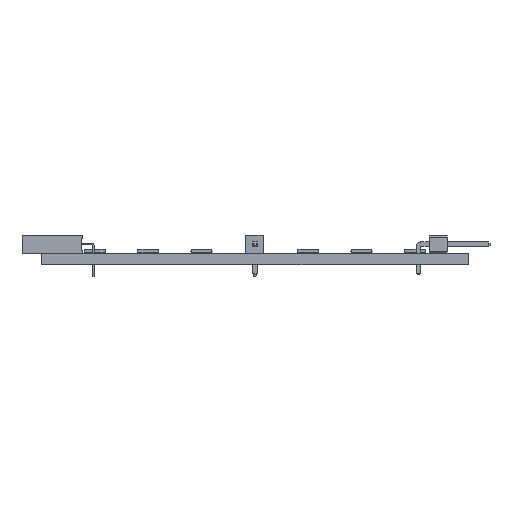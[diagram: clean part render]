
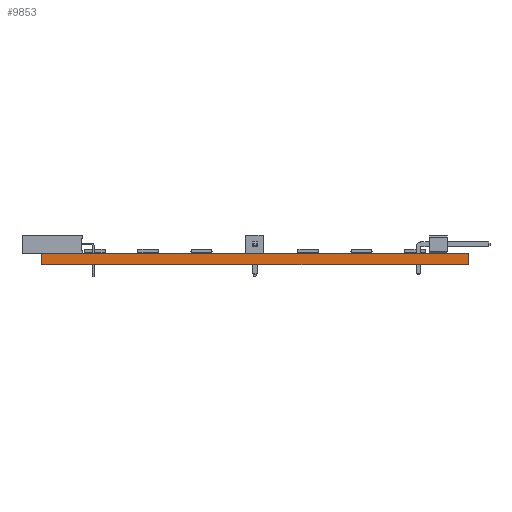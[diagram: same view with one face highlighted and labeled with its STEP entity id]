
A CAD part, front view. The second image highlights one B-rep face of the part: STEP entity #9853.
In plain terms, the highlighted planar face has unit normal (0, -1, 0).
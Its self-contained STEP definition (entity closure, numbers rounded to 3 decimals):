
#9853 = ADVANCED_FACE('',(#9854),#9868,.T.);
#9854 = FACE_BOUND('',#9855,.T.);
#9855 = EDGE_LOOP('',(#9856,#9891,#9919,#9947));
#9856 = ORIENTED_EDGE('',*,*,#9857,.T.);
#9857 = EDGE_CURVE('',#9858,#9860,#9862,.T.);
#9858 = VERTEX_POINT('',#9859);
#9859 = CARTESIAN_POINT('',(85.,-85.,0.));
#9860 = VERTEX_POINT('',#9861);
#9861 = CARTESIAN_POINT('',(85.,-85.,1.58));
#9862 = SURFACE_CURVE('',#9863,(#9867,#9879),.PCURVE_S1.);
#9863 = LINE('',#9864,#9865);
#9864 = CARTESIAN_POINT('',(85.,-85.,0.));
#9865 = VECTOR('',#9866,1.);
#9866 = DIRECTION('',(0.,0.,1.));
#9867 = PCURVE('',#9868,#9873);
#9868 = PLANE('',#9869);
#9869 = AXIS2_PLACEMENT_3D('',#9870,#9871,#9872);
#9870 = CARTESIAN_POINT('',(85.,-85.,0.));
#9871 = DIRECTION('',(0.,-1.,0.));
#9872 = DIRECTION('',(-1.,0.,0.));
#9873 = DEFINITIONAL_REPRESENTATION('',(#9874),#9878);
#9874 = LINE('',#9875,#9876);
#9875 = CARTESIAN_POINT('',(0.,-0.));
#9876 = VECTOR('',#9877,1.);
#9877 = DIRECTION('',(0.,-1.));
#9878 = ( GEOMETRIC_REPRESENTATION_CONTEXT(2) 
PARAMETRIC_REPRESENTATION_CONTEXT() REPRESENTATION_CONTEXT('2D SPACE',''
  ) );
#9879 = PCURVE('',#9880,#9885);
#9880 = PLANE('',#9881);
#9881 = AXIS2_PLACEMENT_3D('',#9882,#9883,#9884);
#9882 = CARTESIAN_POINT('',(85.,-25.,0.));
#9883 = DIRECTION('',(1.,0.,-0.));
#9884 = DIRECTION('',(0.,-1.,0.));
#9885 = DEFINITIONAL_REPRESENTATION('',(#9886),#9890);
#9886 = LINE('',#9887,#9888);
#9887 = CARTESIAN_POINT('',(60.,0.));
#9888 = VECTOR('',#9889,1.);
#9889 = DIRECTION('',(0.,-1.));
#9890 = ( GEOMETRIC_REPRESENTATION_CONTEXT(2) 
PARAMETRIC_REPRESENTATION_CONTEXT() REPRESENTATION_CONTEXT('2D SPACE',''
  ) );
#9891 = ORIENTED_EDGE('',*,*,#9892,.T.);
#9892 = EDGE_CURVE('',#9860,#9893,#9895,.T.);
#9893 = VERTEX_POINT('',#9894);
#9894 = CARTESIAN_POINT('',(25.,-85.,1.58));
#9895 = SURFACE_CURVE('',#9896,(#9900,#9907),.PCURVE_S1.);
#9896 = LINE('',#9897,#9898);
#9897 = CARTESIAN_POINT('',(85.,-85.,1.58));
#9898 = VECTOR('',#9899,1.);
#9899 = DIRECTION('',(-1.,0.,0.));
#9900 = PCURVE('',#9868,#9901);
#9901 = DEFINITIONAL_REPRESENTATION('',(#9902),#9906);
#9902 = LINE('',#9903,#9904);
#9903 = CARTESIAN_POINT('',(0.,-1.58));
#9904 = VECTOR('',#9905,1.);
#9905 = DIRECTION('',(1.,0.));
#9906 = ( GEOMETRIC_REPRESENTATION_CONTEXT(2) 
PARAMETRIC_REPRESENTATION_CONTEXT() REPRESENTATION_CONTEXT('2D SPACE',''
  ) );
#9907 = PCURVE('',#9908,#9913);
#9908 = PLANE('',#9909);
#9909 = AXIS2_PLACEMENT_3D('',#9910,#9911,#9912);
#9910 = CARTESIAN_POINT('',(55.,-55.,1.58));
#9911 = DIRECTION('',(-0.,-0.,-1.));
#9912 = DIRECTION('',(-1.,0.,0.));
#9913 = DEFINITIONAL_REPRESENTATION('',(#9914),#9918);
#9914 = LINE('',#9915,#9916);
#9915 = CARTESIAN_POINT('',(-30.,-30.));
#9916 = VECTOR('',#9917,1.);
#9917 = DIRECTION('',(1.,0.));
#9918 = ( GEOMETRIC_REPRESENTATION_CONTEXT(2) 
PARAMETRIC_REPRESENTATION_CONTEXT() REPRESENTATION_CONTEXT('2D SPACE',''
  ) );
#9919 = ORIENTED_EDGE('',*,*,#9920,.F.);
#9920 = EDGE_CURVE('',#9921,#9893,#9923,.T.);
#9921 = VERTEX_POINT('',#9922);
#9922 = CARTESIAN_POINT('',(25.,-85.,0.));
#9923 = SURFACE_CURVE('',#9924,(#9928,#9935),.PCURVE_S1.);
#9924 = LINE('',#9925,#9926);
#9925 = CARTESIAN_POINT('',(25.,-85.,0.));
#9926 = VECTOR('',#9927,1.);
#9927 = DIRECTION('',(0.,0.,1.));
#9928 = PCURVE('',#9868,#9929);
#9929 = DEFINITIONAL_REPRESENTATION('',(#9930),#9934);
#9930 = LINE('',#9931,#9932);
#9931 = CARTESIAN_POINT('',(60.,0.));
#9932 = VECTOR('',#9933,1.);
#9933 = DIRECTION('',(0.,-1.));
#9934 = ( GEOMETRIC_REPRESENTATION_CONTEXT(2) 
PARAMETRIC_REPRESENTATION_CONTEXT() REPRESENTATION_CONTEXT('2D SPACE',''
  ) );
#9935 = PCURVE('',#9936,#9941);
#9936 = PLANE('',#9937);
#9937 = AXIS2_PLACEMENT_3D('',#9938,#9939,#9940);
#9938 = CARTESIAN_POINT('',(25.,-85.,0.));
#9939 = DIRECTION('',(-1.,0.,0.));
#9940 = DIRECTION('',(0.,1.,0.));
#9941 = DEFINITIONAL_REPRESENTATION('',(#9942),#9946);
#9942 = LINE('',#9943,#9944);
#9943 = CARTESIAN_POINT('',(0.,0.));
#9944 = VECTOR('',#9945,1.);
#9945 = DIRECTION('',(0.,-1.));
#9946 = ( GEOMETRIC_REPRESENTATION_CONTEXT(2) 
PARAMETRIC_REPRESENTATION_CONTEXT() REPRESENTATION_CONTEXT('2D SPACE',''
  ) );
#9947 = ORIENTED_EDGE('',*,*,#9948,.F.);
#9948 = EDGE_CURVE('',#9858,#9921,#9949,.T.);
#9949 = SURFACE_CURVE('',#9950,(#9954,#9961),.PCURVE_S1.);
#9950 = LINE('',#9951,#9952);
#9951 = CARTESIAN_POINT('',(85.,-85.,0.));
#9952 = VECTOR('',#9953,1.);
#9953 = DIRECTION('',(-1.,0.,0.));
#9954 = PCURVE('',#9868,#9955);
#9955 = DEFINITIONAL_REPRESENTATION('',(#9956),#9960);
#9956 = LINE('',#9957,#9958);
#9957 = CARTESIAN_POINT('',(0.,-0.));
#9958 = VECTOR('',#9959,1.);
#9959 = DIRECTION('',(1.,0.));
#9960 = ( GEOMETRIC_REPRESENTATION_CONTEXT(2) 
PARAMETRIC_REPRESENTATION_CONTEXT() REPRESENTATION_CONTEXT('2D SPACE',''
  ) );
#9961 = PCURVE('',#9962,#9967);
#9962 = PLANE('',#9963);
#9963 = AXIS2_PLACEMENT_3D('',#9964,#9965,#9966);
#9964 = CARTESIAN_POINT('',(55.,-55.,0.));
#9965 = DIRECTION('',(-0.,-0.,-1.));
#9966 = DIRECTION('',(-1.,0.,0.));
#9967 = DEFINITIONAL_REPRESENTATION('',(#9968),#9972);
#9968 = LINE('',#9969,#9970);
#9969 = CARTESIAN_POINT('',(-30.,-30.));
#9970 = VECTOR('',#9971,1.);
#9971 = DIRECTION('',(1.,0.));
#9972 = ( GEOMETRIC_REPRESENTATION_CONTEXT(2) 
PARAMETRIC_REPRESENTATION_CONTEXT() REPRESENTATION_CONTEXT('2D SPACE',''
  ) );
